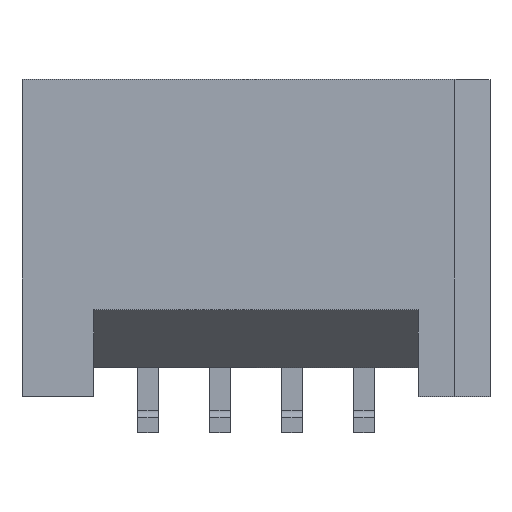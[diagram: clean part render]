
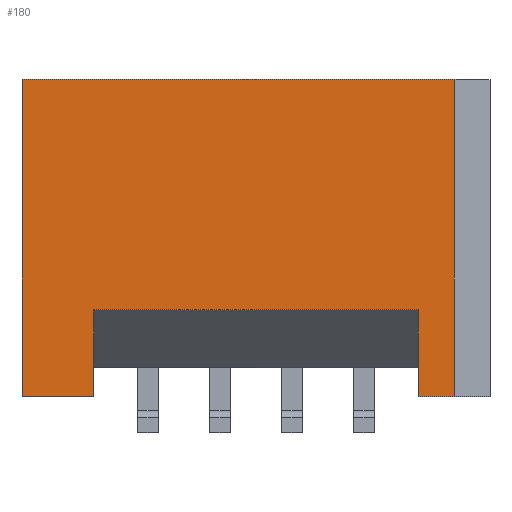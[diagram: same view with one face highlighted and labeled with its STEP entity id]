
A CAD part, top view. The second image highlights one B-rep face of the part: STEP entity #180.
In plain terms, the highlighted planar face has unit normal (0, 0, 1).
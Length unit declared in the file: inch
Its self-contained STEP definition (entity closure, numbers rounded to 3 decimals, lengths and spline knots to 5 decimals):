
#180 = ADVANCED_FACE( '', ( #405 ), #406, .F. );
#405 = FACE_OUTER_BOUND( '', #695, .T. );
#406 = PLANE( '', #696 );
#695 = EDGE_LOOP( '', ( #1048, #1049, #1050, #1051, #1052, #1053, #1054, #1055 ) );
#696 = AXIS2_PLACEMENT_3D( '', #1056, #1057, #1058 );
#1048 = ORIENTED_EDGE( '', *, *, #1793, .F. );
#1049 = ORIENTED_EDGE( '', *, *, #1794, .T. );
#1050 = ORIENTED_EDGE( '', *, *, #1795, .T. );
#1051 = ORIENTED_EDGE( '', *, *, #1796, .F. );
#1052 = ORIENTED_EDGE( '', *, *, #1797, .F. );
#1053 = ORIENTED_EDGE( '', *, *, #1798, .T. );
#1054 = ORIENTED_EDGE( '', *, *, #1799, .T. );
#1055 = ORIENTED_EDGE( '', *, *, #1727, .F. );
#1056 = CARTESIAN_POINT( '', ( -0.1625, 0.22, 0.0875 ) );
#1057 = DIRECTION( '', ( 0., 0., -1. ) );
#1058 = DIRECTION( '', ( -1., 0., 0. ) );
#1727 = EDGE_CURVE( '', #2036, #2038, #2039, .T. );
#1793 = EDGE_CURVE( '', #2153, #2036, #2154, .T. );
#1794 = EDGE_CURVE( '', #2153, #2155, #2156, .T. );
#1795 = EDGE_CURVE( '', #2155, #2157, #2158, .T. );
#1796 = EDGE_CURVE( '', #2159, #2157, #2160, .T. );
#1797 = EDGE_CURVE( '', #2161, #2159, #2162, .T. );
#1798 = EDGE_CURVE( '', #2161, #2163, #2164, .T. );
#1799 = EDGE_CURVE( '', #2163, #2038, #2165, .T. );
#2036 = VERTEX_POINT( '', #2490 );
#2038 = VERTEX_POINT( '', #2493 );
#2039 = LINE( '', #2494, #2495 );
#2153 = VERTEX_POINT( '', #2658 );
#2154 = LINE( '', #2659, #2660 );
#2155 = VERTEX_POINT( '', #2661 );
#2156 = LINE( '', #2662, #2663 );
#2157 = VERTEX_POINT( '', #2664 );
#2158 = LINE( '', #2665, #2666 );
#2159 = VERTEX_POINT( '', #2667 );
#2160 = LINE( '', #2668, #2669 );
#2161 = VERTEX_POINT( '', #2670 );
#2162 = LINE( '', #2671, #2672 );
#2163 = VERTEX_POINT( '', #2673 );
#2164 = LINE( '', #2674, #2675 );
#2165 = LINE( '', #2676, #2677 );
#2490 = CARTESIAN_POINT( '', ( -0.1125, 0.06, 0.0875 ) );
#2493 = CARTESIAN_POINT( '', ( -0.1125, 0., 0.0875 ) );
#2494 = CARTESIAN_POINT( '', ( -0.1125, 0.06, 0.0875 ) );
#2495 = VECTOR( '', #3123, 39.37008 );
#2658 = CARTESIAN_POINT( '', ( 0.1125, 0.06, 0.0875 ) );
#2659 = CARTESIAN_POINT( '', ( 0.1125, 0.06, 0.0875 ) );
#2660 = VECTOR( '', #3185, 39.37008 );
#2661 = CARTESIAN_POINT( '', ( 0.1125, 0., 0.0875 ) );
#2662 = CARTESIAN_POINT( '', ( 0.1125, 0.06, 0.0875 ) );
#2663 = VECTOR( '', #3186, 39.37008 );
#2664 = CARTESIAN_POINT( '', ( 0.1375, 0., 0.0875 ) );
#2665 = CARTESIAN_POINT( '', ( -0.1625, 0., 0.0875 ) );
#2666 = VECTOR( '', #3187, 39.37008 );
#2667 = CARTESIAN_POINT( '', ( 0.1375, 0.22, 0.0875 ) );
#2668 = CARTESIAN_POINT( '', ( 0.1375, 0.22, 0.0875 ) );
#2669 = VECTOR( '', #3188, 39.37008 );
#2670 = CARTESIAN_POINT( '', ( -0.1625, 0.22, 0.0875 ) );
#2671 = CARTESIAN_POINT( '', ( -0.1625, 0.22, 0.0875 ) );
#2672 = VECTOR( '', #3189, 39.37008 );
#2673 = CARTESIAN_POINT( '', ( -0.1625, 0., 0.0875 ) );
#2674 = CARTESIAN_POINT( '', ( -0.1625, 0.22, 0.0875 ) );
#2675 = VECTOR( '', #3190, 39.37008 );
#2676 = CARTESIAN_POINT( '', ( -0.1625, 0., 0.0875 ) );
#2677 = VECTOR( '', #3191, 39.37008 );
#3123 = DIRECTION( '', ( 0., -1., 0. ) );
#3185 = DIRECTION( '', ( -1., 0., 0. ) );
#3186 = DIRECTION( '', ( 0., -1., 0. ) );
#3187 = DIRECTION( '', ( 1., 0., 0. ) );
#3188 = DIRECTION( '', ( 0., -1., 0. ) );
#3189 = DIRECTION( '', ( 1., 0., 0. ) );
#3190 = DIRECTION( '', ( 0., -1., 0. ) );
#3191 = DIRECTION( '', ( 1., 0., 0. ) );
